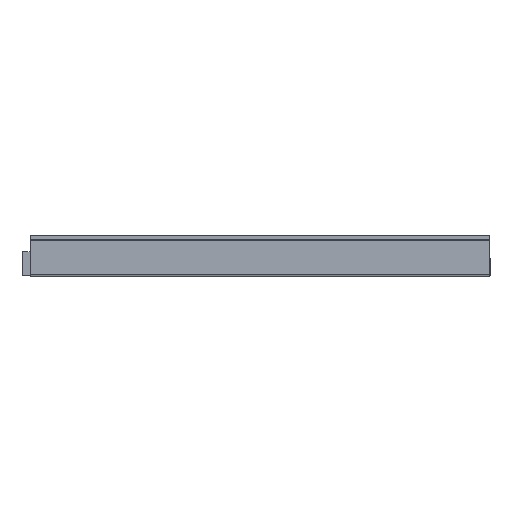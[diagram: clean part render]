
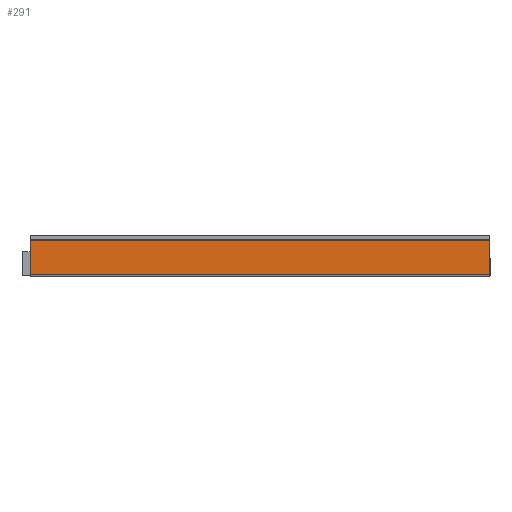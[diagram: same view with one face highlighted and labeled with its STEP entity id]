
A CAD part, top view. The second image highlights one B-rep face of the part: STEP entity #291.
In plain terms, the highlighted planar face has unit normal (0, 0, 1).
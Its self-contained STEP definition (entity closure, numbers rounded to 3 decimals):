
#110 = CARTESIAN_POINT ( 'NONE',  ( 0., 0., 0. ) ) ;
#130 = DIRECTION ( 'NONE',  ( -1., 0., 0. ) ) ;
#134 = CARTESIAN_POINT ( 'NONE',  ( 169.1, 0.7, 0. ) ) ;
#273 = DIRECTION ( 'NONE',  ( 0., 0., -1. ) ) ;
#291 = ADVANCED_FACE ( 'NONE', ( #2052 ), #1386, .F. ) ;
#558 = VERTEX_POINT ( 'NONE', #2038 ) ;
#621 = ORIENTED_EDGE ( 'NONE', *, *, #1196, .T. ) ;
#661 = VECTOR ( 'NONE', #130, 1000. ) ;
#746 = ORIENTED_EDGE ( 'NONE', *, *, #2375, .T. ) ;
#774 = ORIENTED_EDGE ( 'NONE', *, *, #840, .T. ) ;
#836 = CARTESIAN_POINT ( 'NONE',  ( -2., 13.4, 0. ) ) ;
#840 = EDGE_CURVE ( 'NONE', #1485, #1893, #1484, .T. ) ;
#843 = VECTOR ( 'NONE', #2095, 1000. ) ;
#872 = DIRECTION ( 'NONE',  ( 0., 1., 0. ) ) ;
#922 = CARTESIAN_POINT ( 'NONE',  ( -2., 0.7, 0. ) ) ;
#965 = CARTESIAN_POINT ( 'NONE',  ( -2., 0., 0. ) ) ;
#1101 = ORIENTED_EDGE ( 'NONE', *, *, #2037, .T. ) ;
#1133 = VERTEX_POINT ( 'NONE', #134 ) ;
#1186 = DIRECTION ( 'NONE',  ( 0., -1., 0. ) ) ;
#1196 = EDGE_CURVE ( 'NONE', #1133, #558, #1394, .T. ) ;
#1232 = CARTESIAN_POINT ( 'NONE',  ( -2., 13.4, 0. ) ) ;
#1332 = VECTOR ( 'NONE', #872, 1000. ) ;
#1386 = PLANE ( 'NONE',  #2348 ) ;
#1394 = LINE ( 'NONE', #1812, #1332 ) ;
#1421 = VECTOR ( 'NONE', #1186, 1000. ) ;
#1484 = LINE ( 'NONE', #965, #1421 ) ;
#1485 = VERTEX_POINT ( 'NONE', #836 ) ;
#1760 = LINE ( 'NONE', #1232, #661 ) ;
#1812 = CARTESIAN_POINT ( 'NONE',  ( 169.1, 0., 0. ) ) ;
#1887 = CARTESIAN_POINT ( 'NONE',  ( -2., 0.7, 0. ) ) ;
#1893 = VERTEX_POINT ( 'NONE', #922 ) ;
#1934 = DIRECTION ( 'NONE',  ( -1., 0., 0. ) ) ;
#2037 = EDGE_CURVE ( 'NONE', #1893, #1133, #2094, .T. ) ;
#2038 = CARTESIAN_POINT ( 'NONE',  ( 169.1, 13.4, 0. ) ) ;
#2052 = FACE_OUTER_BOUND ( 'NONE', #2126, .T. ) ;
#2094 = LINE ( 'NONE', #1887, #843 ) ;
#2095 = DIRECTION ( 'NONE',  ( 1., 0., 0. ) ) ;
#2126 = EDGE_LOOP ( 'NONE', ( #1101, #621, #746, #774 ) ) ;
#2348 = AXIS2_PLACEMENT_3D ( 'NONE', #110, #273, #1934 ) ;
#2375 = EDGE_CURVE ( 'NONE', #558, #1485, #1760, .T. ) ;
